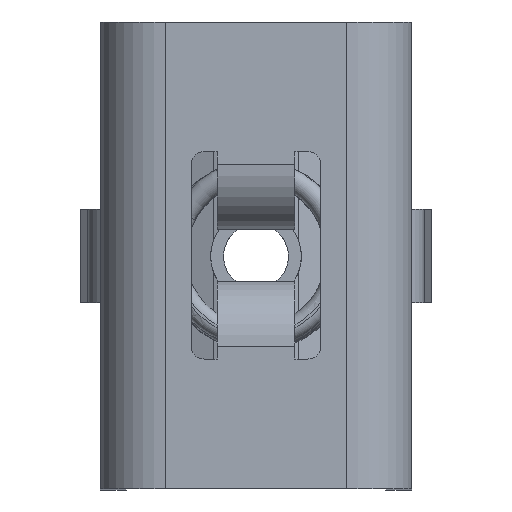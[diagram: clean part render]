
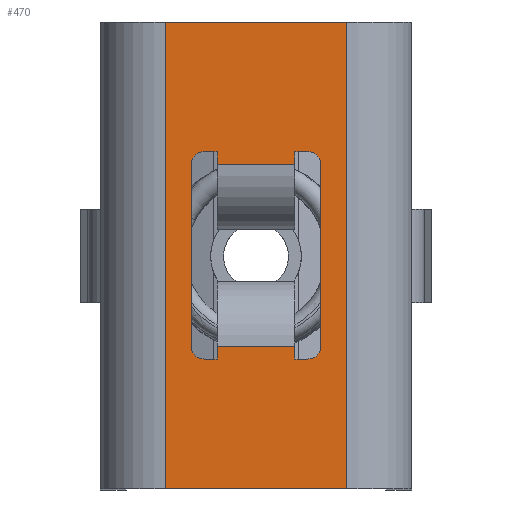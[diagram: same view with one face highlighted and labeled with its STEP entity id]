
A CAD part, top view. The second image highlights one B-rep face of the part: STEP entity #470.
In plain terms, the highlighted planar face has unit normal (0, 0, 1).
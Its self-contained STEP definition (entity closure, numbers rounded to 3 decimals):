
#470 = ADVANCED_FACE( '', ( #1002, #1003 ), #1004, .F. );
#1002 = FACE_OUTER_BOUND( '', #1581, .T. );
#1003 = FACE_BOUND( '', #1582, .T. );
#1004 = PLANE( '', #1583 );
#1581 = EDGE_LOOP( '', ( #2958, #2959, #2960, #2961 ) );
#1582 = EDGE_LOOP( '', ( #2962, #2963, #2964, #2965, #2966, #2967, #2968, #2969, #2970, #2971, #2972, #2973, #2974, #2975, #2976, #2977 ) );
#1583 = AXIS2_PLACEMENT_3D( '', #2978, #2979, #2980 );
#2958 = ORIENTED_EDGE( '', *, *, #3569, .T. );
#2959 = ORIENTED_EDGE( '', *, *, #3787, .F. );
#2960 = ORIENTED_EDGE( '', *, *, #3956, .F. );
#2961 = ORIENTED_EDGE( '', *, *, #4057, .T. );
#2962 = ORIENTED_EDGE( '', *, *, #4058, .F. );
#2963 = ORIENTED_EDGE( '', *, *, #3886, .F. );
#2964 = ORIENTED_EDGE( '', *, *, #3892, .F. );
#2965 = ORIENTED_EDGE( '', *, *, #3881, .T. );
#2966 = ORIENTED_EDGE( '', *, *, #3983, .F. );
#2967 = ORIENTED_EDGE( '', *, *, #3972, .F. );
#2968 = ORIENTED_EDGE( '', *, *, #3812, .F. );
#2969 = ORIENTED_EDGE( '', *, *, #3901, .F. );
#2970 = ORIENTED_EDGE( '', *, *, #4059, .F. );
#2971 = ORIENTED_EDGE( '', *, *, #4060, .F. );
#2972 = ORIENTED_EDGE( '', *, *, #4020, .F. );
#2973 = ORIENTED_EDGE( '', *, *, #4061, .F. );
#2974 = ORIENTED_EDGE( '', *, *, #3935, .T. );
#2975 = ORIENTED_EDGE( '', *, *, #4062, .T. );
#2976 = ORIENTED_EDGE( '', *, *, #4053, .F. );
#2977 = ORIENTED_EDGE( '', *, *, #3942, .F. );
#2978 = CARTESIAN_POINT( '', ( 3.264, 18., 32. ) );
#2979 = DIRECTION( '', ( 0., 0., -1. ) );
#2980 = DIRECTION( '', ( -1., 0., 0. ) );
#3569 = EDGE_CURVE( '', #4332, #4330, #4333, .T. );
#3787 = EDGE_CURVE( '', #4681, #4330, #4683, .T. );
#3812 = EDGE_CURVE( '', #4720, #4716, #4722, .T. );
#3881 = EDGE_CURVE( '', #4816, #4821, #4823, .T. );
#3886 = EDGE_CURVE( '', #4828, #4829, #4830, .F. );
#3892 = EDGE_CURVE( '', #4816, #4828, #4838, .T. );
#3901 = EDGE_CURVE( '', #4849, #4720, #4850, .F. );
#3935 = EDGE_CURVE( '', #4898, #4896, #4899, .T. );
#3942 = EDGE_CURVE( '', #4906, #4907, #4908, .F. );
#3956 = EDGE_CURVE( '', #4923, #4681, #4925, .T. );
#3972 = EDGE_CURVE( '', #4716, #4944, #4945, .T. );
#3983 = EDGE_CURVE( '', #4944, #4821, #4961, .T. );
#4020 = EDGE_CURVE( '', #5008, #5011, #5012, .T. );
#4053 = EDGE_CURVE( '', #4907, #5050, #5051, .T. );
#4057 = EDGE_CURVE( '', #4923, #4332, #5056, .T. );
#4058 = EDGE_CURVE( '', #4829, #4906, #5057, .T. );
#4059 = EDGE_CURVE( '', #5058, #4849, #5059, .T. );
#4060 = EDGE_CURVE( '', #5011, #5058, #5060, .F. );
#4061 = EDGE_CURVE( '', #4898, #5008, #5061, .T. );
#4062 = EDGE_CURVE( '', #4896, #5050, #5062, .T. );
#4330 = VERTEX_POINT( '', #5404 );
#4332 = VERTEX_POINT( '', #5406 );
#4333 = LINE( '', #5407, #5408 );
#4681 = VERTEX_POINT( '', #5879 );
#4683 = LINE( '', #5881, #5882 );
#4716 = VERTEX_POINT( '', #5938 );
#4720 = VERTEX_POINT( '', #5944 );
#4722 = LINE( '', #5947, #5948 );
#4816 = VERTEX_POINT( '', #6073 );
#4821 = VERTEX_POINT( '', #6081 );
#4823 = LINE( '', #6083, #6084 );
#4828 = VERTEX_POINT( '', #6089 );
#4829 = VERTEX_POINT( '', #6090 );
#4830 = CIRCLE( '', #6091, 0.5 );
#4838 = LINE( '', #6102, #6103 );
#4849 = VERTEX_POINT( '', #6117 );
#4850 = CIRCLE( '', #6118, 0.5 );
#4896 = VERTEX_POINT( '', #6180 );
#4898 = VERTEX_POINT( '', #6182 );
#4899 = LINE( '', #6183, #6184 );
#4906 = VERTEX_POINT( '', #6194 );
#4907 = VERTEX_POINT( '', #6195 );
#4908 = CIRCLE( '', #6196, 0.5 );
#4923 = VERTEX_POINT( '', #6216 );
#4925 = LINE( '', #6218, #6219 );
#4944 = VERTEX_POINT( '', #6242 );
#4945 = LINE( '', #6243, #6244 );
#4961 = LINE( '', #6273, #6274 );
#5008 = VERTEX_POINT( '', #6363 );
#5011 = VERTEX_POINT( '', #6367 );
#5012 = LINE( '', #6368, #6369 );
#5050 = VERTEX_POINT( '', #6480 );
#5051 = LINE( '', #6481, #6482 );
#5056 = LINE( '', #6489, #6490 );
#5057 = LINE( '', #6491, #6492 );
#5058 = VERTEX_POINT( '', #6493 );
#5059 = LINE( '', #6494, #6495 );
#5060 = CIRCLE( '', #6496, 0.5 );
#5061 = LINE( '', #6497, #6498 );
#5062 = LINE( '', #6499, #6500 );
#5404 = CARTESIAN_POINT( '', ( 10.264, 0., 32. ) );
#5406 = CARTESIAN_POINT( '', ( 3.264, 0., 32. ) );
#5407 = CARTESIAN_POINT( '', ( 3.264, 0., 32. ) );
#5408 = VECTOR( '', #6785, 1000. );
#5879 = CARTESIAN_POINT( '', ( 10.264, 18., 32. ) );
#5881 = CARTESIAN_POINT( '', ( 10.264, 18., 32. ) );
#5882 = VECTOR( '', #7060, 1000. );
#5938 = CARTESIAN_POINT( '', ( 8.264, 13., 32. ) );
#5944 = CARTESIAN_POINT( '', ( 8.764, 13., 32. ) );
#5947 = CARTESIAN_POINT( '', ( 3.264, 13., 32. ) );
#5948 = VECTOR( '', #7091, 1000. );
#6073 = CARTESIAN_POINT( '', ( 5.264, 13., 32. ) );
#6081 = CARTESIAN_POINT( '', ( 5.264, 12.5, 32. ) );
#6083 = CARTESIAN_POINT( '', ( 5.264, 13., 32. ) );
#6084 = VECTOR( '', #7192, 1000. );
#6089 = CARTESIAN_POINT( '', ( 4.764, 13., 32. ) );
#6090 = CARTESIAN_POINT( '', ( 4.264, 12.5, 32. ) );
#6091 = AXIS2_PLACEMENT_3D( '', #7199, #7200, #7201 );
#6102 = CARTESIAN_POINT( '', ( 3.264, 13., 32. ) );
#6103 = VECTOR( '', #7208, 1000. );
#6117 = CARTESIAN_POINT( '', ( 9.264, 12.5, 32. ) );
#6118 = AXIS2_PLACEMENT_3D( '', #7215, #7216, #7217 );
#6180 = CARTESIAN_POINT( '', ( 5.264, 5.5, 32. ) );
#6182 = CARTESIAN_POINT( '', ( 8.264, 5.5, 32. ) );
#6183 = CARTESIAN_POINT( '', ( 8.264, 5.5, 32. ) );
#6184 = VECTOR( '', #7276, 1000. );
#6194 = CARTESIAN_POINT( '', ( 4.264, 5.5, 32. ) );
#6195 = CARTESIAN_POINT( '', ( 4.764, 5., 32. ) );
#6196 = AXIS2_PLACEMENT_3D( '', #7283, #7284, #7285 );
#6216 = CARTESIAN_POINT( '', ( 3.264, 18., 32. ) );
#6218 = CARTESIAN_POINT( '', ( 3.264, 18., 32. ) );
#6219 = VECTOR( '', #7306, 1000. );
#6242 = CARTESIAN_POINT( '', ( 8.264, 12.5, 32. ) );
#6243 = CARTESIAN_POINT( '', ( 8.264, 13., 32. ) );
#6244 = VECTOR( '', #7323, 1000. );
#6273 = CARTESIAN_POINT( '', ( 8.264, 12.5, 32. ) );
#6274 = VECTOR( '', #7337, 1000. );
#6363 = CARTESIAN_POINT( '', ( 8.264, 5., 32. ) );
#6367 = CARTESIAN_POINT( '', ( 8.764, 5., 32. ) );
#6368 = CARTESIAN_POINT( '', ( 3.264, 5., 32. ) );
#6369 = VECTOR( '', #7387, 1000. );
#6480 = CARTESIAN_POINT( '', ( 5.264, 5., 32. ) );
#6481 = CARTESIAN_POINT( '', ( 3.264, 5., 32. ) );
#6482 = VECTOR( '', #7413, 1000. );
#6489 = CARTESIAN_POINT( '', ( 3.264, 18., 32. ) );
#6490 = VECTOR( '', #7416, 1000. );
#6491 = CARTESIAN_POINT( '', ( 4.264, 18., 32. ) );
#6492 = VECTOR( '', #7417, 1000. );
#6493 = CARTESIAN_POINT( '', ( 9.264, 5.5, 32. ) );
#6494 = CARTESIAN_POINT( '', ( 9.264, 18., 32. ) );
#6495 = VECTOR( '', #7418, 1000. );
#6496 = AXIS2_PLACEMENT_3D( '', #7419, #7420, #7421 );
#6497 = CARTESIAN_POINT( '', ( 8.264, 5.5, 32. ) );
#6498 = VECTOR( '', #7422, 1000. );
#6499 = CARTESIAN_POINT( '', ( 5.264, 5.5, 32. ) );
#6500 = VECTOR( '', #7423, 1000. );
#6785 = DIRECTION( '', ( 1., 0., 0. ) );
#7060 = DIRECTION( '', ( 0., -1., 0. ) );
#7091 = DIRECTION( '', ( -1., 0., 0. ) );
#7192 = DIRECTION( '', ( 0., -1., 0. ) );
#7199 = CARTESIAN_POINT( '', ( 4.764, 12.5, 32. ) );
#7200 = DIRECTION( '', ( 0., 0., -1. ) );
#7201 = DIRECTION( '', ( -1., 0., 0. ) );
#7208 = DIRECTION( '', ( -1., 0., 0. ) );
#7215 = CARTESIAN_POINT( '', ( 8.764, 12.5, 32. ) );
#7216 = DIRECTION( '', ( 0., 0., -1. ) );
#7217 = DIRECTION( '', ( -1., 0., 0. ) );
#7276 = DIRECTION( '', ( -1., 0., 0. ) );
#7283 = CARTESIAN_POINT( '', ( 4.764, 5.5, 32. ) );
#7284 = DIRECTION( '', ( 0., 0., -1. ) );
#7285 = DIRECTION( '', ( -1., 0., 0. ) );
#7306 = DIRECTION( '', ( 1., 0., 0. ) );
#7323 = DIRECTION( '', ( 0., -1., 0. ) );
#7337 = DIRECTION( '', ( -1., 0., 0. ) );
#7387 = DIRECTION( '', ( 1., 0., 0. ) );
#7413 = DIRECTION( '', ( 1., 0., 0. ) );
#7416 = DIRECTION( '', ( 0., -1., 0. ) );
#7417 = DIRECTION( '', ( 0., -1., 0. ) );
#7418 = DIRECTION( '', ( 0., 1., 0. ) );
#7419 = CARTESIAN_POINT( '', ( 8.764, 5.5, 32. ) );
#7420 = DIRECTION( '', ( 0., 0., -1. ) );
#7421 = DIRECTION( '', ( -1., 0., 0. ) );
#7422 = DIRECTION( '', ( 0., -1., 0. ) );
#7423 = DIRECTION( '', ( 0., -1., 0. ) );
